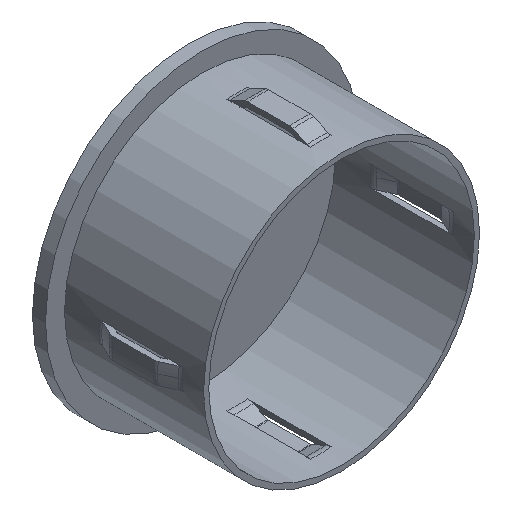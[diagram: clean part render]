
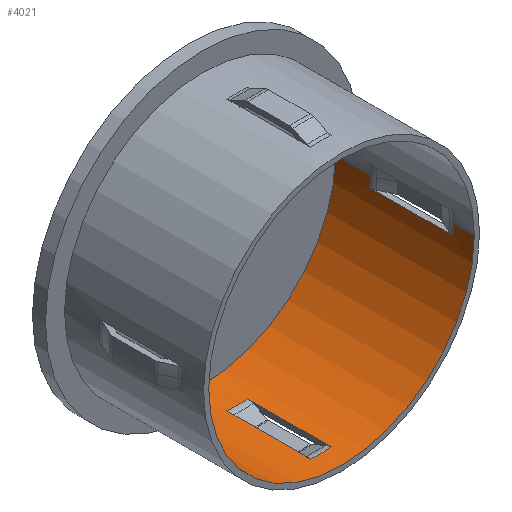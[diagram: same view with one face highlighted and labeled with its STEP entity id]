
A CAD part, isometric view. The second image highlights one B-rep face of the part: STEP entity #4021.
In plain terms, the highlighted cylindrical face has radius 25.5 mm (diameter 51 mm), a partial arc.
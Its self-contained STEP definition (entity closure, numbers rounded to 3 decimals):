
#21 = ORIENTED_EDGE ( 'NONE', *, *, #12165, .F. ) ;
#135 = DIRECTION ( 'NONE',  ( -1., 0., 0. ) ) ;
#184 = EDGE_CURVE ( 'NONE', #7835, #8730, #1744, .T. ) ;
#210 = AXIS2_PLACEMENT_3D ( 'NONE', #4004, #799, #11704 ) ;
#228 = LINE ( 'NONE', #466, #3467 ) ;
#301 = ORIENTED_EDGE ( 'NONE', *, *, #5295, .F. ) ;
#304 = CARTESIAN_POINT ( 'NONE',  ( 25.5, 26.7, 0. ) ) ;
#323 = CARTESIAN_POINT ( 'NONE',  ( 0., 20., 0. ) ) ;
#466 = CARTESIAN_POINT ( 'NONE',  ( 25.5, 29.2, 0. ) ) ;
#505 = EDGE_CURVE ( 'NONE', #11976, #6098, #8555, .T. ) ;
#717 = EDGE_LOOP ( 'NONE', ( #301, #6823, #3287, #3385, #8213, #3592, #12663, #11774, #21, #4104, #3753, #5481 ) ) ;
#799 = DIRECTION ( 'NONE',  ( 0., 1., 0. ) ) ;
#846 = AXIS2_PLACEMENT_3D ( 'NONE', #323, #7923, #6761 ) ;
#917 = EDGE_CURVE ( 'NONE', #6098, #2267, #4323, .T. ) ;
#934 = EDGE_CURVE ( 'NONE', #2255, #4967, #228, .T. ) ;
#983 = CIRCLE ( 'NONE', #3322, 25.5 ) ;
#1114 = DIRECTION ( 'NONE',  ( 0., 1., 0. ) ) ;
#1115 = AXIS2_PLACEMENT_3D ( 'NONE', #7570, #8507, #5240 ) ;
#1395 = CYLINDRICAL_SURFACE ( 'NONE', #7208, 25.5 ) ;
#1480 = EDGE_CURVE ( 'NONE', #4914, #6675, #11845, .T. ) ;
#1578 = ORIENTED_EDGE ( 'NONE', *, *, #6022, .T. ) ;
#1692 = DIRECTION ( 'NONE',  ( 0., -1., 0. ) ) ;
#1744 = CIRCLE ( 'NONE', #5768, 25.5 ) ;
#1853 = VECTOR ( 'NONE', #7165, 1000. ) ;
#2010 = LINE ( 'NONE', #6603, #3368 ) ;
#2081 = CARTESIAN_POINT ( 'NONE',  ( -25.5, 29.2, 0. ) ) ;
#2201 = CARTESIAN_POINT ( 'NONE',  ( -25.5, 0., 0. ) ) ;
#2255 = VERTEX_POINT ( 'NONE', #9118 ) ;
#2267 = VERTEX_POINT ( 'NONE', #4701 ) ;
#2627 = CARTESIAN_POINT ( 'NONE',  ( 25.5, 20., 0. ) ) ;
#2783 = DIRECTION ( 'NONE',  ( 0., -1., 0. ) ) ;
#2844 = CARTESIAN_POINT ( 'NONE',  ( -2., 20., -25.421 ) ) ;
#3287 = ORIENTED_EDGE ( 'NONE', *, *, #9338, .T. ) ;
#3294 = AXIS2_PLACEMENT_3D ( 'NONE', #11074, #12012, #6733 ) ;
#3322 = AXIS2_PLACEMENT_3D ( 'NONE', #13775, #10517, #13707 ) ;
#3326 = AXIS2_PLACEMENT_3D ( 'NONE', #5353, #1114, #135 ) ;
#3341 = EDGE_CURVE ( 'NONE', #9497, #10620, #4128, .T. ) ;
#3368 = VECTOR ( 'NONE', #9806, 1000. ) ;
#3385 = ORIENTED_EDGE ( 'NONE', *, *, #917, .F. ) ;
#3467 = VECTOR ( 'NONE', #5945, 1000. ) ;
#3592 = ORIENTED_EDGE ( 'NONE', *, *, #5033, .T. ) ;
#3753 = ORIENTED_EDGE ( 'NONE', *, *, #11418, .T. ) ;
#3803 = ORIENTED_EDGE ( 'NONE', *, *, #184, .T. ) ;
#4004 = CARTESIAN_POINT ( 'NONE',  ( 0., 4., 0. ) ) ;
#4021 = ADVANCED_FACE ( 'NONE', ( #8756, #6166 ), #1395, .F. ) ;
#4095 = VERTEX_POINT ( 'NONE', #10352 ) ;
#4104 = ORIENTED_EDGE ( 'NONE', *, *, #3341, .T. ) ;
#4128 = LINE ( 'NONE', #6135, #10980 ) ;
#4316 = VERTEX_POINT ( 'NONE', #9409 ) ;
#4323 = LINE ( 'NONE', #13473, #9284 ) ;
#4555 = CARTESIAN_POINT ( 'NONE',  ( -25.421, 20., -2. ) ) ;
#4569 = CARTESIAN_POINT ( 'NONE',  ( 0., 4., 0. ) ) ;
#4701 = CARTESIAN_POINT ( 'NONE',  ( 25.421, 4., -2. ) ) ;
#4914 = VERTEX_POINT ( 'NONE', #5839 ) ;
#4967 = VERTEX_POINT ( 'NONE', #9410 ) ;
#5033 = EDGE_CURVE ( 'NONE', #11976, #10080, #8717, .T. ) ;
#5240 = DIRECTION ( 'NONE',  ( -1., 0., 0. ) ) ;
#5295 = EDGE_CURVE ( 'NONE', #2255, #7506, #9559, .T. ) ;
#5353 = CARTESIAN_POINT ( 'NONE',  ( 0., 20., 0. ) ) ;
#5360 = CARTESIAN_POINT ( 'NONE',  ( -2., 4., -25.421 ) ) ;
#5395 = LINE ( 'NONE', #2081, #8330 ) ;
#5481 = ORIENTED_EDGE ( 'NONE', *, *, #6449, .F. ) ;
#5493 = CARTESIAN_POINT ( 'NONE',  ( 25.421, 20., -2. ) ) ;
#5525 = DIRECTION ( 'NONE',  ( 0., 1., 0. ) ) ;
#5681 = DIRECTION ( 'NONE',  ( 0., 1., 0. ) ) ;
#5715 = DIRECTION ( 'NONE',  ( -1., 0., 0. ) ) ;
#5768 = AXIS2_PLACEMENT_3D ( 'NONE', #4569, #8806, #11140 ) ;
#5809 = ORIENTED_EDGE ( 'NONE', *, *, #1480, .F. ) ;
#5839 = CARTESIAN_POINT ( 'NONE',  ( 2., 20., -25.421 ) ) ;
#5945 = DIRECTION ( 'NONE',  ( 0., 1., 0. ) ) ;
#6022 = EDGE_CURVE ( 'NONE', #4914, #7835, #2010, .T. ) ;
#6056 = EDGE_CURVE ( 'NONE', #10080, #4316, #8667, .T. ) ;
#6098 = VERTEX_POINT ( 'NONE', #5493 ) ;
#6135 = CARTESIAN_POINT ( 'NONE',  ( -25.421, 61.241, -2. ) ) ;
#6166 = FACE_OUTER_BOUND ( 'NONE', #717, .T. ) ;
#6295 = DIRECTION ( 'NONE',  ( 0., 1., 0. ) ) ;
#6316 = VECTOR ( 'NONE', #6295, 1000. ) ;
#6387 = AXIS2_PLACEMENT_3D ( 'NONE', #8810, #5525, #12098 ) ;
#6391 = EDGE_CURVE ( 'NONE', #6675, #8730, #7831, .T. ) ;
#6449 = EDGE_CURVE ( 'NONE', #7506, #9081, #5395, .T. ) ;
#6603 = CARTESIAN_POINT ( 'NONE',  ( 2., 61.241, -25.421 ) ) ;
#6675 = VERTEX_POINT ( 'NONE', #2844 ) ;
#6733 = DIRECTION ( 'NONE',  ( -1., 0., 0. ) ) ;
#6761 = DIRECTION ( 'NONE',  ( -1., 0., 0. ) ) ;
#6823 = ORIENTED_EDGE ( 'NONE', *, *, #934, .T. ) ;
#7038 = EDGE_LOOP ( 'NONE', ( #1578, #3803, #13194, #5809 ) ) ;
#7165 = DIRECTION ( 'NONE',  ( 0., 1., 0. ) ) ;
#7208 = AXIS2_PLACEMENT_3D ( 'NONE', #11282, #5681, #5715 ) ;
#7506 = VERTEX_POINT ( 'NONE', #2201 ) ;
#7570 = CARTESIAN_POINT ( 'NONE',  ( 0., 20., 0. ) ) ;
#7670 = LINE ( 'NONE', #10415, #1853 ) ;
#7831 = LINE ( 'NONE', #9362, #9703 ) ;
#7835 = VERTEX_POINT ( 'NONE', #8815 ) ;
#7923 = DIRECTION ( 'NONE',  ( 0., 1., 0. ) ) ;
#8213 = ORIENTED_EDGE ( 'NONE', *, *, #505, .F. ) ;
#8330 = VECTOR ( 'NONE', #12089, 1000. ) ;
#8507 = DIRECTION ( 'NONE',  ( 0., 1., 0. ) ) ;
#8555 = CIRCLE ( 'NONE', #846, 25.5 ) ;
#8667 = CIRCLE ( 'NONE', #6387, 25.5 ) ;
#8717 = LINE ( 'NONE', #9741, #6316 ) ;
#8730 = VERTEX_POINT ( 'NONE', #5360 ) ;
#8756 = FACE_BOUND ( 'NONE', #7038, .T. ) ;
#8806 = DIRECTION ( 'NONE',  ( 0., 1., 0. ) ) ;
#8810 = CARTESIAN_POINT ( 'NONE',  ( 0., 26.7, 0. ) ) ;
#8815 = CARTESIAN_POINT ( 'NONE',  ( 2., 4., -25.421 ) ) ;
#9081 = VERTEX_POINT ( 'NONE', #10076 ) ;
#9118 = CARTESIAN_POINT ( 'NONE',  ( 25.5, 0., 0. ) ) ;
#9284 = VECTOR ( 'NONE', #13534, 1000. ) ;
#9338 = EDGE_CURVE ( 'NONE', #4967, #2267, #12735, .T. ) ;
#9362 = CARTESIAN_POINT ( 'NONE',  ( -2., 61.241, -25.421 ) ) ;
#9409 = CARTESIAN_POINT ( 'NONE',  ( -25.5, 26.7, 0. ) ) ;
#9410 = CARTESIAN_POINT ( 'NONE',  ( 25.5, 4., 0. ) ) ;
#9497 = VERTEX_POINT ( 'NONE', #4555 ) ;
#9559 = CIRCLE ( 'NONE', #3294, 25.5 ) ;
#9703 = VECTOR ( 'NONE', #1692, 1000. ) ;
#9741 = CARTESIAN_POINT ( 'NONE',  ( 25.5, 29.2, 0. ) ) ;
#9806 = DIRECTION ( 'NONE',  ( 0., -1., 0. ) ) ;
#10076 = CARTESIAN_POINT ( 'NONE',  ( -25.5, 4., 0. ) ) ;
#10080 = VERTEX_POINT ( 'NONE', #304 ) ;
#10352 = CARTESIAN_POINT ( 'NONE',  ( -25.5, 20., 0. ) ) ;
#10415 = CARTESIAN_POINT ( 'NONE',  ( -25.5, 29.2, 0. ) ) ;
#10517 = DIRECTION ( 'NONE',  ( 0., 1., 0. ) ) ;
#10620 = VERTEX_POINT ( 'NONE', #12757 ) ;
#10980 = VECTOR ( 'NONE', #2783, 1000. ) ;
#10993 = EDGE_CURVE ( 'NONE', #4095, #4316, #7670, .T. ) ;
#11074 = CARTESIAN_POINT ( 'NONE',  ( 0., 0., 0. ) ) ;
#11140 = DIRECTION ( 'NONE',  ( -1., 0., 0. ) ) ;
#11282 = CARTESIAN_POINT ( 'NONE',  ( 0., 29.2, 0. ) ) ;
#11289 = CIRCLE ( 'NONE', #1115, 25.5 ) ;
#11418 = EDGE_CURVE ( 'NONE', #10620, #9081, #983, .T. ) ;
#11704 = DIRECTION ( 'NONE',  ( -1., 0., 0. ) ) ;
#11774 = ORIENTED_EDGE ( 'NONE', *, *, #10993, .F. ) ;
#11845 = CIRCLE ( 'NONE', #3326, 25.5 ) ;
#11976 = VERTEX_POINT ( 'NONE', #2627 ) ;
#12012 = DIRECTION ( 'NONE',  ( 0., 1., 0. ) ) ;
#12089 = DIRECTION ( 'NONE',  ( 0., 1., 0. ) ) ;
#12098 = DIRECTION ( 'NONE',  ( -1., 0., 0. ) ) ;
#12165 = EDGE_CURVE ( 'NONE', #9497, #4095, #11289, .T. ) ;
#12663 = ORIENTED_EDGE ( 'NONE', *, *, #6056, .T. ) ;
#12735 = CIRCLE ( 'NONE', #210, 25.5 ) ;
#12757 = CARTESIAN_POINT ( 'NONE',  ( -25.421, 4., -2. ) ) ;
#13194 = ORIENTED_EDGE ( 'NONE', *, *, #6391, .F. ) ;
#13473 = CARTESIAN_POINT ( 'NONE',  ( 25.421, 61.241, -2. ) ) ;
#13534 = DIRECTION ( 'NONE',  ( 0., -1., 0. ) ) ;
#13707 = DIRECTION ( 'NONE',  ( -1., 0., 0. ) ) ;
#13775 = CARTESIAN_POINT ( 'NONE',  ( 0., 4., 0. ) ) ;
